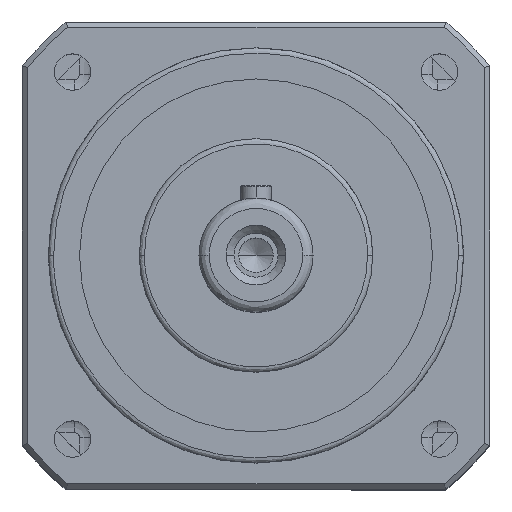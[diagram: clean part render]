
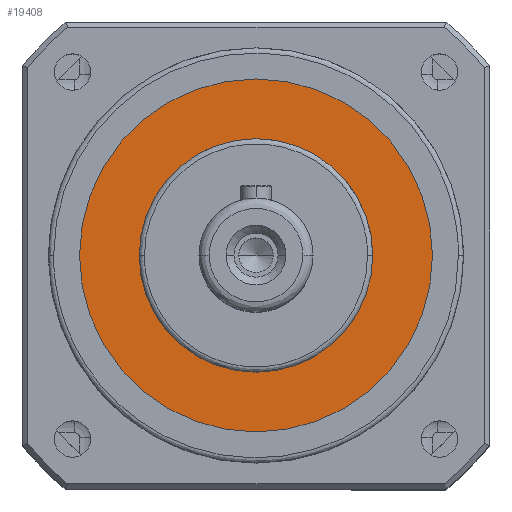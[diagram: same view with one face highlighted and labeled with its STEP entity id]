
A CAD part, top view. The second image highlights one B-rep face of the part: STEP entity #19408.
In plain terms, the highlighted planar face has unit normal (0, 0, 1).
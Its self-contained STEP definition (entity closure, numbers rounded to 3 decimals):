
#709 = AXIS2_PLACEMENT_3D ( 'NONE', #11396, #2543, #12929 ) ;
#752 = CARTESIAN_POINT ( 'NONE',  ( 22.5, 0., 109.49 ) ) ;
#1589 = CARTESIAN_POINT ( 'NONE',  ( 34., 0., 109.49 ) ) ;
#2158 = FACE_OUTER_BOUND ( 'NONE', #13310, .T. ) ;
#2276 = DIRECTION ( 'NONE',  ( 0., 0., -1. ) ) ;
#2543 = DIRECTION ( 'NONE',  ( 0., 0., -1. ) ) ;
#2889 = ORIENTED_EDGE ( 'NONE', *, *, #13662, .T. ) ;
#3035 = CARTESIAN_POINT ( 'NONE',  ( 0., 0., 109.49 ) ) ;
#3362 = AXIS2_PLACEMENT_3D ( 'NONE', #11154, #2276, #12648 ) ;
#3725 = CARTESIAN_POINT ( 'NONE',  ( 0., 0., 109.49 ) ) ;
#3830 = ORIENTED_EDGE ( 'NONE', *, *, #13741, .T. ) ;
#3886 = ORIENTED_EDGE ( 'NONE', *, *, #11697, .T. ) ;
#4358 = VERTEX_POINT ( 'NONE', #1589 ) ;
#4485 = DIRECTION ( 'NONE',  ( -1., 0., 0. ) ) ;
#4875 = AXIS2_PLACEMENT_3D ( 'NONE', #3725, #14168, #5176 ) ;
#4906 = AXIS2_PLACEMENT_3D ( 'NONE', #17552, #8510, #19122 ) ;
#4986 = CARTESIAN_POINT ( 'NONE',  ( -22.5, 0., 109.49 ) ) ;
#5176 = DIRECTION ( 'NONE',  ( -1., 0., 0. ) ) ;
#5536 = CIRCLE ( 'NONE', #709, 22.5 ) ;
#5809 = VERTEX_POINT ( 'NONE', #8321 ) ;
#6074 = FACE_BOUND ( 'NONE', #11207, .T. ) ;
#6866 = PLANE ( 'NONE',  #4906 ) ;
#7583 = VERTEX_POINT ( 'NONE', #752 ) ;
#8093 = VERTEX_POINT ( 'NONE', #4986 ) ;
#8321 = CARTESIAN_POINT ( 'NONE',  ( -34., 0., 109.49 ) ) ;
#8510 = DIRECTION ( 'NONE',  ( 0., 0., 1. ) ) ;
#10608 = CIRCLE ( 'NONE', #15719, 34. ) ;
#11154 = CARTESIAN_POINT ( 'NONE',  ( 0., 0., 109.49 ) ) ;
#11207 = EDGE_LOOP ( 'NONE', ( #3830, #2889 ) ) ;
#11396 = CARTESIAN_POINT ( 'NONE',  ( 0., 0., 109.49 ) ) ;
#11697 = EDGE_CURVE ( 'NONE', #4358, #5809, #10608, .T. ) ;
#11957 = CIRCLE ( 'NONE', #4875, 34. ) ;
#12648 = DIRECTION ( 'NONE',  ( -1., 0., 0. ) ) ;
#12929 = DIRECTION ( 'NONE',  ( -1., 0., 0. ) ) ;
#13310 = EDGE_LOOP ( 'NONE', ( #16089, #3886 ) ) ;
#13456 = DIRECTION ( 'NONE',  ( 0., 0., 1. ) ) ;
#13662 = EDGE_CURVE ( 'NONE', #7583, #8093, #17310, .T. ) ;
#13741 = EDGE_CURVE ( 'NONE', #8093, #7583, #5536, .T. ) ;
#14168 = DIRECTION ( 'NONE',  ( 0., 0., 1. ) ) ;
#14959 = EDGE_CURVE ( 'NONE', #5809, #4358, #11957, .T. ) ;
#15719 = AXIS2_PLACEMENT_3D ( 'NONE', #3035, #13456, #4485 ) ;
#16089 = ORIENTED_EDGE ( 'NONE', *, *, #14959, .T. ) ;
#17310 = CIRCLE ( 'NONE', #3362, 22.5 ) ;
#17552 = CARTESIAN_POINT ( 'NONE',  ( 0., 0., 109.49 ) ) ;
#19122 = DIRECTION ( 'NONE',  ( 1., 0., 0. ) ) ;
#19408 = ADVANCED_FACE ( 'NONE', ( #2158, #6074 ), #6866, .T. ) ;
